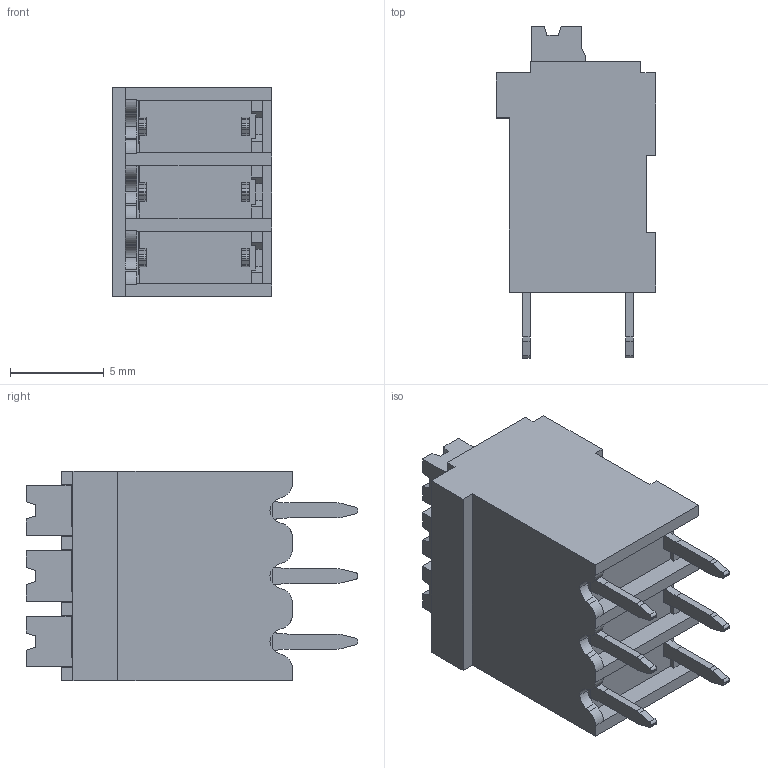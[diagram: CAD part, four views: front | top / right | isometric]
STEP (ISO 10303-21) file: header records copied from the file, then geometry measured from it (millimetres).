
FILE_DESCRIPTION (( 'STEP AP214' ), '1' );
FILE_NAME ('CUI_DEVICES_TBLH10V-350-03BK.step', '2019-11-18T01:10:32', ( '' ), ( '' ), 'SwSTEP 2.0', 'SolidWorks 2019', '' );
FILE_SCHEMA (( 'AUTOMOTIVE_DESIGN' ));
Length unit declared in the file: millimetre
Products named in the file (1): CUI_DEVICES_TBLH10V-350-03BK
Bounding box: 8.5 x 17.7 x 11.2 mm (x, y, z)
Volume: 937.5 mm3; surface area: 1205.1 mm2
Topology: 10 solids, 10 shells, 397 faces, 1125 edges, 742 vertices
Faces by surface type: plane 307, cylinder 78, cone 6, bspline 6
Entity records: 14486 total; most frequent: CARTESIAN_POINT 2625, ORIENTED_EDGE 2238, DIRECTION 2034, EDGE_CURVE 1119, LINE 854, VECTOR 854, VERTEX_POINT 739, AXIS2_PLACEMENT_3D 590
